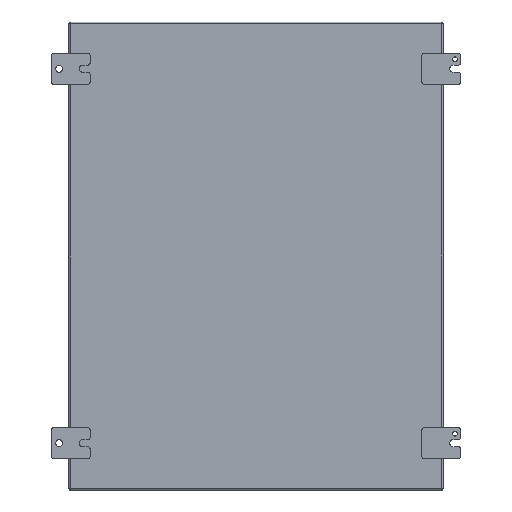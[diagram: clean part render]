
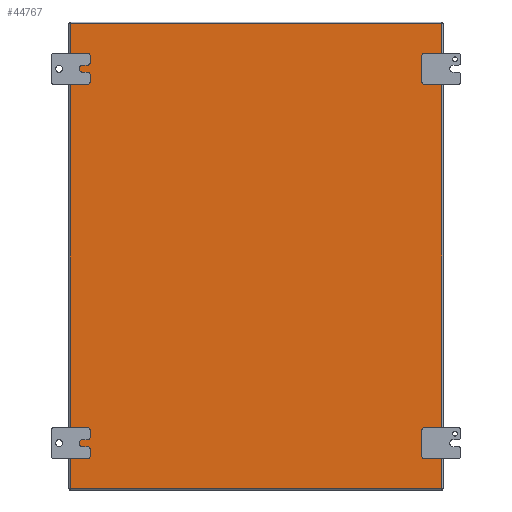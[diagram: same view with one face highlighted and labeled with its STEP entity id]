
A CAD part, left-side view. The second image highlights one B-rep face of the part: STEP entity #44767.
In plain terms, the highlighted face is planar.
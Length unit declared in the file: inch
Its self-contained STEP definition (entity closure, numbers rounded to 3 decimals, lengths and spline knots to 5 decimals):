
#1540 = PLANE ( 'NONE',  #7897 ) ;
#1802 = LINE ( 'NONE', #6727, #9951 ) ;
#6727 = CARTESIAN_POINT ( 'NONE',  ( -14.892, 0., -11.892 ) ) ;
#7586 = VERTEX_POINT ( 'NONE', #74266 ) ;
#7897 = AXIS2_PLACEMENT_3D ( 'NONE', #54893, #81633, #35818 ) ;
#8197 = CARTESIAN_POINT ( 'NONE',  ( 14.892, 0., -11.892 ) ) ;
#9951 = VECTOR ( 'NONE', #65022, 39.37008 ) ;
#10682 = VERTEX_POINT ( 'NONE', #57153 ) ;
#20220 = LINE ( 'NONE', #31093, #24367 ) ;
#24367 = VECTOR ( 'NONE', #57261, 39.37008 ) ;
#24767 = ORIENTED_EDGE ( 'NONE', *, *, #66972, .F. ) ;
#25293 = ORIENTED_EDGE ( 'NONE', *, *, #66258, .F. ) ;
#27090 = CARTESIAN_POINT ( 'NONE',  ( 14.892, 0., 11.892 ) ) ;
#31093 = CARTESIAN_POINT ( 'NONE',  ( 14.892, 0., -11.892 ) ) ;
#35818 = DIRECTION ( 'NONE',  ( 0., 0., -1. ) ) ;
#37020 = VECTOR ( 'NONE', #67815, 39.37008 ) ;
#37809 = ORIENTED_EDGE ( 'NONE', *, *, #44247, .F. ) ;
#44247 = EDGE_CURVE ( 'NONE', #10682, #7586, #68634, .T. ) ;
#44767 = ADVANCED_FACE ( 'NONE', ( #69173 ), #1540, .F. ) ;
#52309 = VERTEX_POINT ( 'NONE', #73656 ) ;
#52880 = VECTOR ( 'NONE', #71583, 39.37008 ) ;
#54893 = CARTESIAN_POINT ( 'NONE',  ( -14.892, 0., -11.892 ) ) ;
#57153 = CARTESIAN_POINT ( 'NONE',  ( 14.892, 0., 11.892 ) ) ;
#57261 = DIRECTION ( 'NONE',  ( 0., 0., 1. ) ) ;
#57657 = CARTESIAN_POINT ( 'NONE',  ( -14.892, 0., 11.892 ) ) ;
#58078 = EDGE_LOOP ( 'NONE', ( #37809, #25293, #24767, #73610 ) ) ;
#65022 = DIRECTION ( 'NONE',  ( 1., 0., 0. ) ) ;
#66258 = EDGE_CURVE ( 'NONE', #79750, #10682, #20220, .T. ) ;
#66972 = EDGE_CURVE ( 'NONE', #52309, #79750, #1802, .T. ) ;
#67815 = DIRECTION ( 'NONE',  ( -1., 0., 0. ) ) ;
#68634 = LINE ( 'NONE', #27090, #37020 ) ;
#69173 = FACE_OUTER_BOUND ( 'NONE', #58078, .T. ) ;
#71583 = DIRECTION ( 'NONE',  ( 0., 0., -1. ) ) ;
#73610 = ORIENTED_EDGE ( 'NONE', *, *, #77055, .F. ) ;
#73656 = CARTESIAN_POINT ( 'NONE',  ( -14.892, 0., -11.892 ) ) ;
#74266 = CARTESIAN_POINT ( 'NONE',  ( -14.892, 0., 11.892 ) ) ;
#77055 = EDGE_CURVE ( 'NONE', #7586, #52309, #79266, .T. ) ;
#79266 = LINE ( 'NONE', #57657, #52880 ) ;
#79750 = VERTEX_POINT ( 'NONE', #8197 ) ;
#81633 = DIRECTION ( 'NONE',  ( 0., -1., 0. ) ) ;
